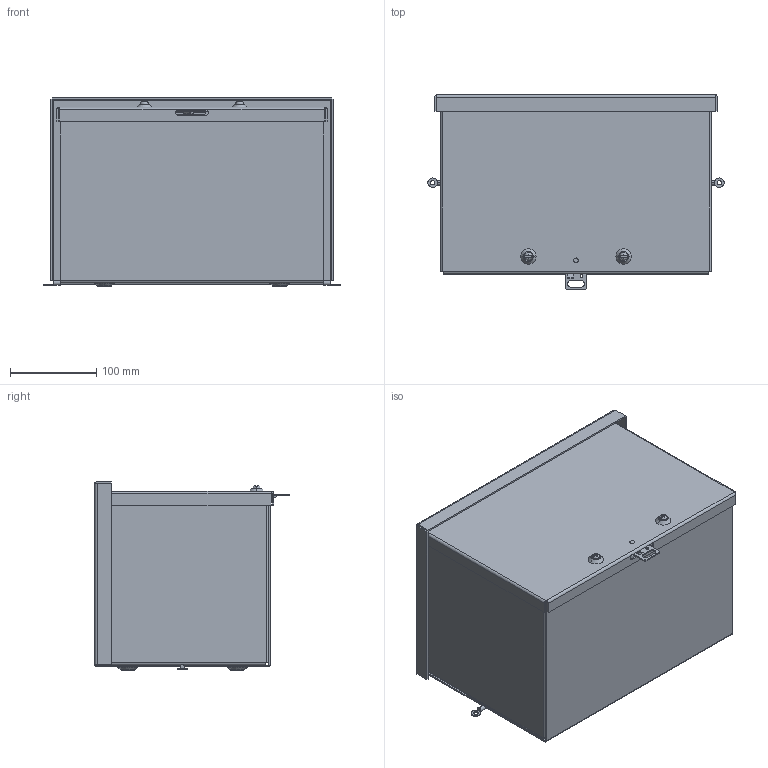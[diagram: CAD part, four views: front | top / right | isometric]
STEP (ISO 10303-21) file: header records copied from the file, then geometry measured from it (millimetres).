
FILE_DESCRIPTION (( 'STEP AP203' ), '1' );
FILE_NAME ('C3RWT812_Default.step', '2019-11-13T14:05:14', ( '' ), ( '' ), 'SwSTEP 2.0', 'SolidWorks 2019', '' );
FILE_SCHEMA (( 'CONFIG_CONTROL_DESIGN' ));
Length unit declared in the file: inch
Products named in the file (1): C3RWT812_Default
Bounding box: 342.9 x 225.32 x 218.29 mm (x, y, z)
Volume: 717183.2 mm3; surface area: 797578.1 mm2
Topology: 19 solids, 19 shells, 643 faces, 1621 edges, 1032 vertices
Faces by surface type: plane 344, cylinder 199, bspline 52, cone 44, torus 4
Entity records: 22108 total; most frequent: CARTESIAN_POINT 6553, ORIENTED_EDGE 3234, DIRECTION 3225, EDGE_CURVE 1617, AXIS2_PLACEMENT_3D 1132, VERTEX_POINT 1032, LINE 961, VECTOR 961
